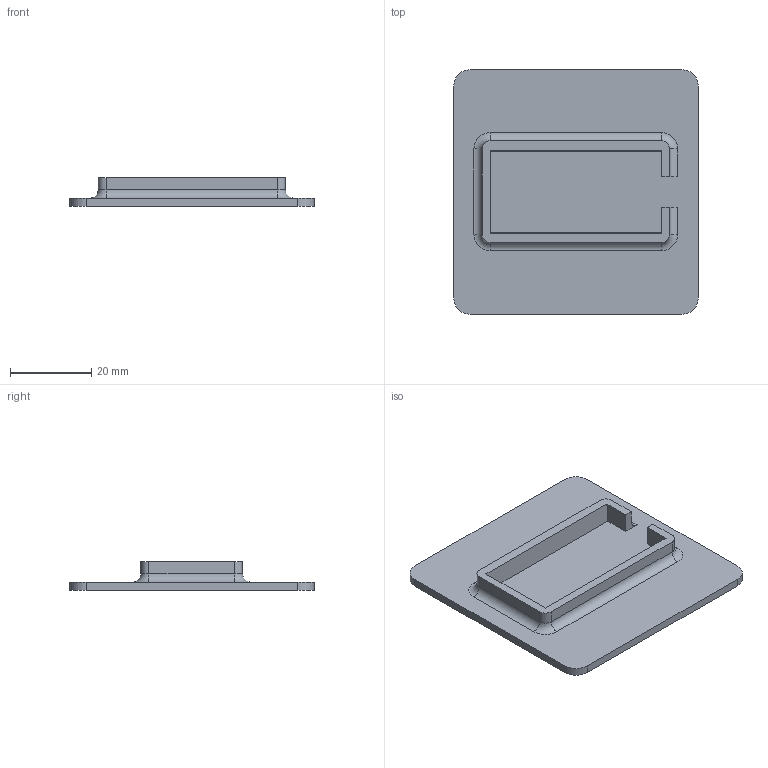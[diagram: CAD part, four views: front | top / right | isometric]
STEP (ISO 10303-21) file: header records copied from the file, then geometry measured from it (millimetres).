
FILE_DESCRIPTION(('FreeCAD Model'),'2;1');
FILE_NAME('servo-support.step','2017-01-25T19:56:38',('Author'),(''), 'Open CASCADE STEP processor 6.8','FreeCAD','Unknown');
FILE_SCHEMA(('AUTOMOTIVE_DESIGN_CC2 { 1 2 10303 214 -1 1 5 4 }'));
Length unit declared in the file: millimetre
Products named in the file (2): ASSEMBLY; Final-support-with-fillet
Assembly tree (1 placements, depth 2):
  ASSEMBLY
    Final-support-with-fillet
Bounding box: 60 x 60 x 7 mm (x, y, z)
Volume: 8703.9 mm3; surface area: 8764.3 mm2
Topology: 1 solids, 1 shells, 36 faces, 93 edges, 60 vertices
Faces by surface type: plane 19, cylinder 13, torus 4
Entity records: 2328 total; most frequent: CARTESIAN_POINT 441, DIRECTION 346, LINE 197, VECTOR 197, ORIENTED_EDGE 186, PCURVE 186, DEFINITIONAL_REPRESENTATION 186, EDGE_CURVE 93
